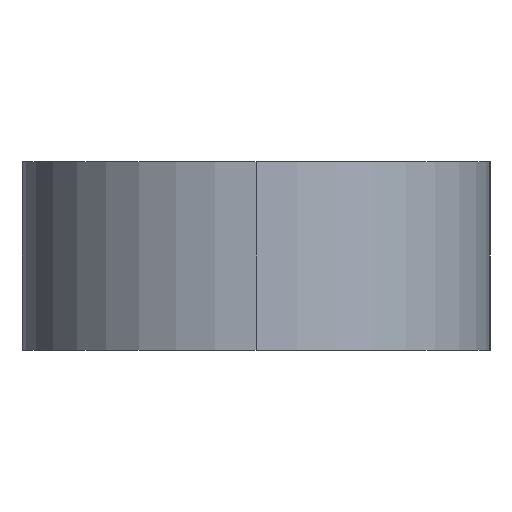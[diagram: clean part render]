
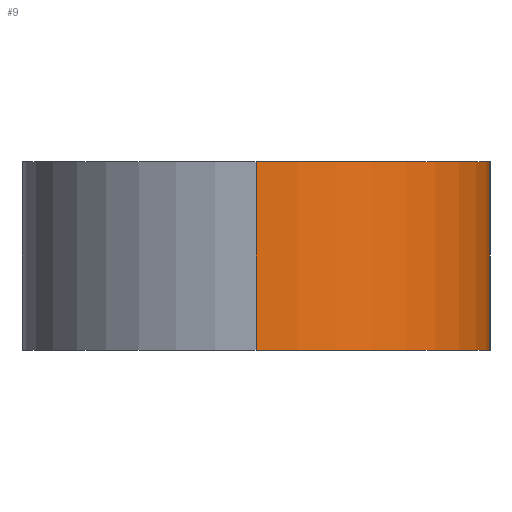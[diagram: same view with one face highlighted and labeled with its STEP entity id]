
A CAD part, left-side view. The second image highlights one B-rep face of the part: STEP entity #9.
In plain terms, the highlighted cylindrical face has radius 7 mm (diameter 14 mm), a partial arc.
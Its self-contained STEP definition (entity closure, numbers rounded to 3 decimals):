
#6 = CYLINDRICAL_SURFACE ( 'NONE', #17, 7. ) ;
#9 = ADVANCED_FACE ( 'NONE', ( #209 ), #6, .T. ) ;
#17 = AXIS2_PLACEMENT_3D ( 'NONE', #140, #279, #328 ) ;
#73 = LINE ( 'NONE', #409, #387 ) ;
#75 = CARTESIAN_POINT ( 'NONE',  ( -32., 0., 5.64 ) ) ;
#82 = DIRECTION ( 'NONE',  ( 1., 0., 0. ) ) ;
#96 = CIRCLE ( 'NONE', #280, 7. ) ;
#112 = VERTEX_POINT ( 'NONE', #403 ) ;
#121 = ORIENTED_EDGE ( 'NONE', *, *, #305, .F. ) ;
#125 = CIRCLE ( 'NONE', #228, 7. ) ;
#140 = CARTESIAN_POINT ( 'NONE',  ( -25., 0., 5.64 ) ) ;
#142 = VERTEX_POINT ( 'NONE', #181 ) ;
#153 = EDGE_CURVE ( 'NONE', #318, #112, #457, .T. ) ;
#181 = CARTESIAN_POINT ( 'NONE',  ( -25., -7., 5.64 ) ) ;
#190 = ORIENTED_EDGE ( 'NONE', *, *, #319, .F. ) ;
#194 = DIRECTION ( 'NONE',  ( 1., 0., 0. ) ) ;
#209 = FACE_OUTER_BOUND ( 'NONE', #388, .T. ) ;
#227 = DIRECTION ( 'NONE',  ( 0., 0., 1. ) ) ;
#228 = AXIS2_PLACEMENT_3D ( 'NONE', #414, #299, #82 ) ;
#279 = DIRECTION ( 'NONE',  ( 0., 0., -1. ) ) ;
#280 = AXIS2_PLACEMENT_3D ( 'NONE', #411, #227, #194 ) ;
#299 = DIRECTION ( 'NONE',  ( 0., 0., 1. ) ) ;
#305 = EDGE_CURVE ( 'NONE', #142, #364, #73, .T. ) ;
#310 = ORIENTED_EDGE ( 'NONE', *, *, #314, .T. ) ;
#314 = EDGE_CURVE ( 'NONE', #112, #364, #96, .T. ) ;
#318 = VERTEX_POINT ( 'NONE', #452 ) ;
#319 = EDGE_CURVE ( 'NONE', #318, #142, #125, .T. ) ;
#328 = DIRECTION ( 'NONE',  ( -1., 0., 0. ) ) ;
#364 = VERTEX_POINT ( 'NONE', #448 ) ;
#373 = DIRECTION ( 'NONE',  ( 0., 0., -1. ) ) ;
#376 = VECTOR ( 'NONE', #447, 1000. ) ;
#387 = VECTOR ( 'NONE', #373, 1000. ) ;
#388 = EDGE_LOOP ( 'NONE', ( #190, #395, #310, #121 ) ) ;
#395 = ORIENTED_EDGE ( 'NONE', *, *, #153, .T. ) ;
#403 = CARTESIAN_POINT ( 'NONE',  ( -32., 0., 0. ) ) ;
#409 = CARTESIAN_POINT ( 'NONE',  ( -25., -7., 5.64 ) ) ;
#411 = CARTESIAN_POINT ( 'NONE',  ( -25., 0., 0. ) ) ;
#414 = CARTESIAN_POINT ( 'NONE',  ( -25., 0., 5.64 ) ) ;
#447 = DIRECTION ( 'NONE',  ( 0., 0., -1. ) ) ;
#448 = CARTESIAN_POINT ( 'NONE',  ( -25., -7., 0. ) ) ;
#452 = CARTESIAN_POINT ( 'NONE',  ( -32., 0., 5.64 ) ) ;
#457 = LINE ( 'NONE', #75, #376 ) ;
